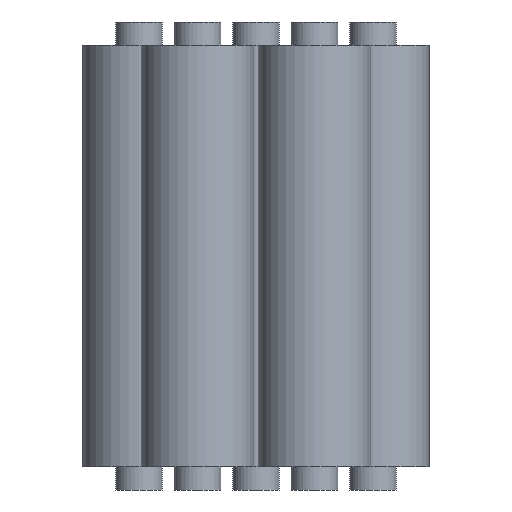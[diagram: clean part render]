
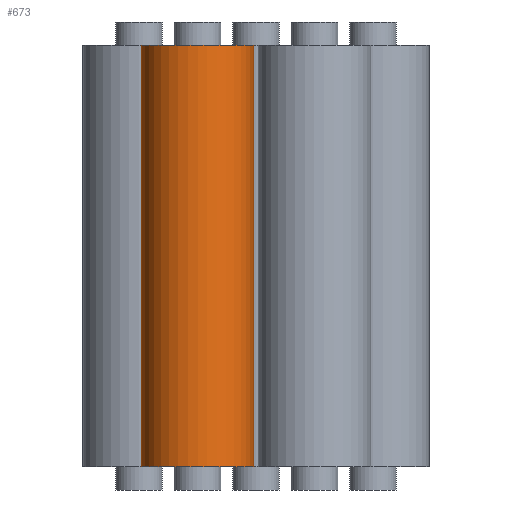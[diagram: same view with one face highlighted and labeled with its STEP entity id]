
A CAD part, left-side view. The second image highlights one B-rep face of the part: STEP entity #673.
In plain terms, the highlighted cylindrical face has radius 24 mm (diameter 48 mm), a full revolution.
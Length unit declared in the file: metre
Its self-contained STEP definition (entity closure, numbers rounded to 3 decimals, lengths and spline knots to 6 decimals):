
#160=ORIENTED_EDGE('',*,*,#240,.F.);
#161=ORIENTED_EDGE('',*,*,#241,.T.);
#240=EDGE_CURVE('',#296,#296,#352,.T.);
#241=EDGE_CURVE('',#297,#297,#353,.T.);
#296=VERTEX_POINT('',#1404);
#297=VERTEX_POINT('',#1406);
#352=CIRCLE('',#949,0.024);
#353=CIRCLE('',#950,0.024);
#440=EDGE_LOOP('',(#160));
#441=EDGE_LOOP('',(#161));
#552=FACE_BOUND('',#440,.T.);
#553=FACE_BOUND('',#441,.T.);
#615=CYLINDRICAL_SURFACE('',#948,0.024);
#673=ADVANCED_FACE('',(#552,#553),#615,.T.);
#948=AXIS2_PLACEMENT_3D('',#1402,#1178,#1179);
#949=AXIS2_PLACEMENT_3D('',#1403,#1180,#1181);
#950=AXIS2_PLACEMENT_3D('',#1405,#1182,#1183);
#1178=DIRECTION('',(0.,0.,-1.));
#1179=DIRECTION('',(-1.,0.,0.));
#1180=DIRECTION('',(0.,0.,1.));
#1181=DIRECTION('',(1.,0.,0.));
#1182=DIRECTION('',(0.,0.,1.));
#1183=DIRECTION('',(1.,0.,0.));
#1402=CARTESIAN_POINT('',(-0.04325,0.024991,0.09));
#1403=CARTESIAN_POINT('',(-0.04325,0.024991,0.09));
#1404=CARTESIAN_POINT('',(-0.01925,0.024991,0.09));
#1405=CARTESIAN_POINT('',(-0.04325,0.024991,-0.09));
#1406=CARTESIAN_POINT('',(-0.01925,0.024991,-0.09));
